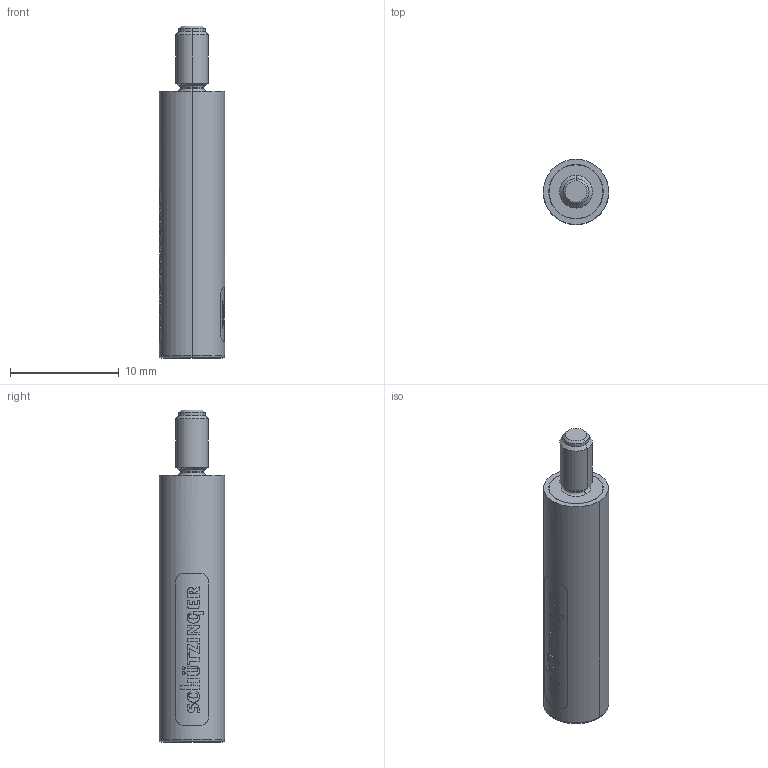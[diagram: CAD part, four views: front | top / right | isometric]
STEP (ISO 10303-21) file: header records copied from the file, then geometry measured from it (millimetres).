
FILE_DESCRIPTION((''),'2;1');
FILE_NAME('2240_EINBAUBUCHSE_NG4_ASM','2015-03-11T',('tosc'),(''),'PRO/ENGINEER BY PARAMETRIC TECHNOLOGY CORPORATION, 2013230','PRO/ENGINEER BY PARAMETRIC TECHNOLOGY CORPORATION, 2013230','');
FILE_SCHEMA(('CONFIG_CONTROL_DESIGN'));
Length unit declared in the file: millimetre
Products named in the file (1): 2240_EINBAUBUCHSE_NG4_ASM
Bounding box: 6 x 6 x 30.5 mm (x, y, z)
Surface area: 1473.3 mm2 (no closed solid volume)
Topology: 0 solids, 2 shells, 286 faces, 753 edges, 491 vertices
Faces by surface type: plane 111, extrusion 102, cylinder 51, cone 14, torus 8
Entity records: 12557 total; most frequent: CARTESIAN_POINT 3716, ORIENTED_EDGE 1502, DIRECTION 1097, EDGE_CURVE 751, VERTEX_POINT 491, VECTOR 443, B_SPLINE_CURVE_WITH_KNOTS 370, PRESENTATION_STYLE_ASSIGNMENT 345
